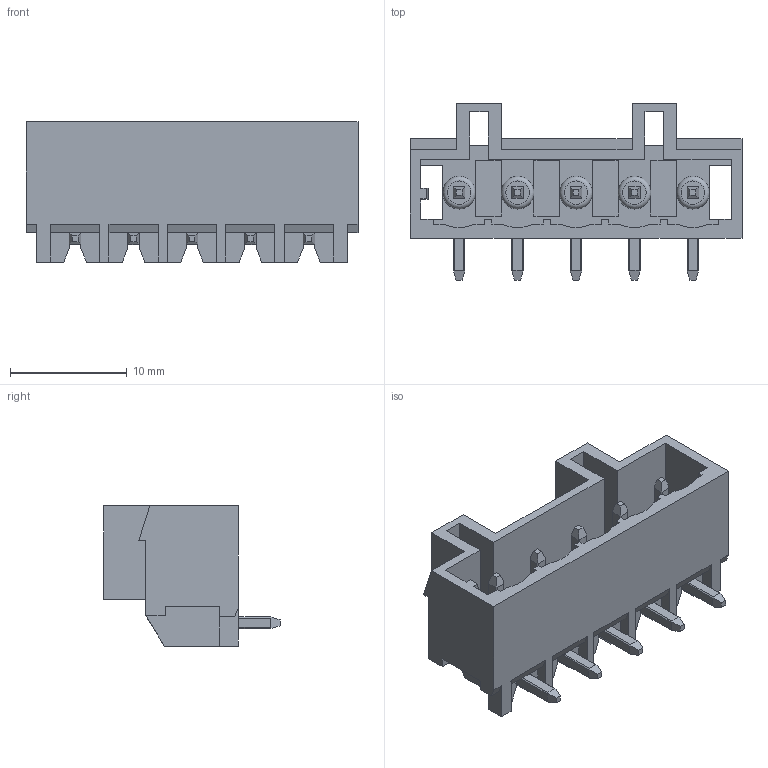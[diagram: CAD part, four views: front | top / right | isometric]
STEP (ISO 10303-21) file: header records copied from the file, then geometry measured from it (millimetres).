
FILE_DESCRIPTION( ( 'Unknown' ), '1' );
FILE_NAME( '691370710005B.stp', 'Unknown', ( 'Unknown' ), ( 'Unknown' ), 'PSStep 19.0.9', 'Unknown', ' ' );
FILE_SCHEMA( ( 'AUTOMOTIVE_DESIGN { 1 0 10303 214 1 1 1 1 }' ) );
Length unit declared in the file: millimetre
Products named in the file (3): Assem1; 6913707100xxB_PIN; 691370710005B
Assembly tree (6 placements, depth 2):
  Assem1
    6913707100xxB_PIN  x5
    691370710005B
Bounding box: 28.4 x 15.1 x 12 mm (x, y, z)
Volume: 1201.2 mm3; surface area: 2765.2 mm2
Topology: 6 solids, 6 shells, 332 faces, 963 edges, 623 vertices
Faces by surface type: plane 302, cylinder 15, cone 10, torus 5
Full cylindrical faces by diameter (mm): 2.8 x5
Entity records: 9336 total; most frequent: CARTESIAN_POINT 1345, ORIENTED_EDGE 1344, DIRECTION 1168, EDGE_CURVE 672, LINE 638, VECTOR 638, VERTEX_POINT 442, AXIS2_PLACEMENT_3D 265
